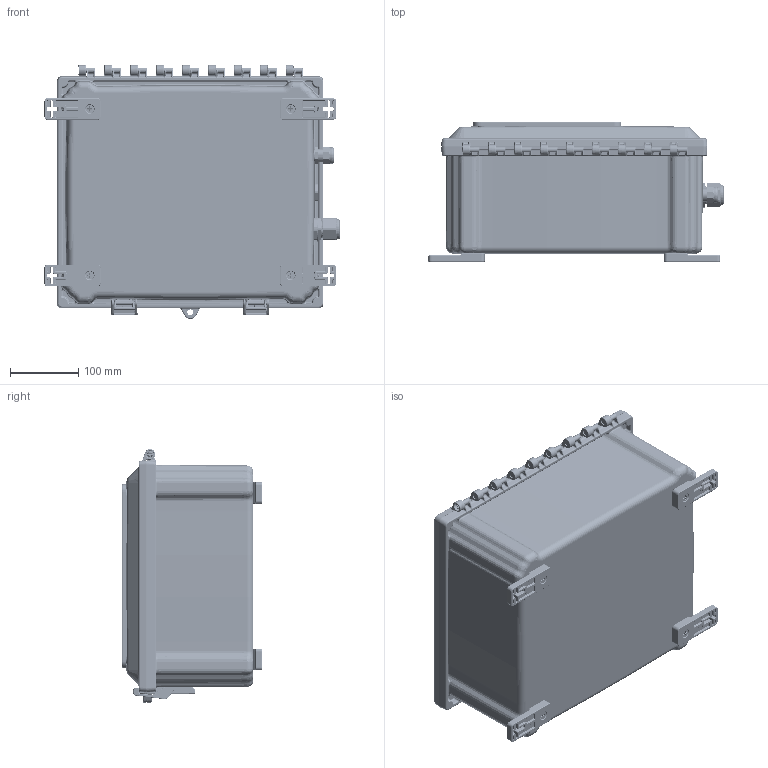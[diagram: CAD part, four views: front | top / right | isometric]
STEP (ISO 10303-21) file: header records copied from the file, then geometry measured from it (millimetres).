
FILE_DESCRIPTION((''),'2;1');
FILE_NAME('206091_ASM','2018-06-13T',('pdmadmin'),('BANNER ENGINEERING'),'CREO PARAMETRIC BY PTC INC, 2016260','CREO PARAMETRIC BY PTC INC, 2016260','');
FILE_SCHEMA(('CONFIG_CONTROL_DESIGN'));
Length unit declared in the file: millimetre
Products named in the file (17): WPPC14126BOX; WPPC14126U; RMGAS_WPPC14126CVR; WPPC-14126U_ASM; RMAHINS10-32-UNF; LATCH-BOTTOM; LATCH-TOP; RMAHLATCH-001-_ASM; RMAHINS1-4-20-UNC; RMAHFOOT-001-; RMSC1-4-20-X_5-FLPH; 205315_ASM; 206091_SCREEN_FIXTURE; 34090; 191587; 69915K550_COMPACT_LIQUID-TIGHT_; 206091_ASM
Assembly tree (33 placements, depth 4):
  206091_ASM
    205315_ASM
      WPPC14126BOX
      WPPC-14126U_ASM
        WPPC14126U
        RMGAS_WPPC14126CVR
      RMAHINS10-32-UNF  x8
      RMAHLATCH-001-_ASM  x2
        LATCH-BOTTOM
        LATCH-TOP
      RMAHINS1-4-20-UNC  x4
      RMAHFOOT-001-  x4
      RMSC1-4-20-X_5-FLPH  x4
    206091_SCREEN_FIXTURE
    34090
    191587
    69915K550_COMPACT_LIQUID-TIGHT_
Bounding box: 433.6 x 205.5 x 372.78 mm (x, y, z)
Volume: 5748477.3 mm3; surface area: 1318386.5 mm2
Topology: 33 solids, 36 shells, 5904 faces, 13918 edges, 8177 vertices
Faces by surface type: cylinder 2043, plane 1291, bspline 1256, torus 713, cone 560, sphere 41
Entity records: 183782 total; most frequent: CARTESIAN_POINT 91324, ORIENTED_EDGE 20365, DIRECTION 17782, EDGE_CURVE 10214, AXIS2_PLACEMENT_3D 7082, VERTEX_POINT 6007, EDGE_LOOP 4481, FACE_OUTER_BOUND 4324
